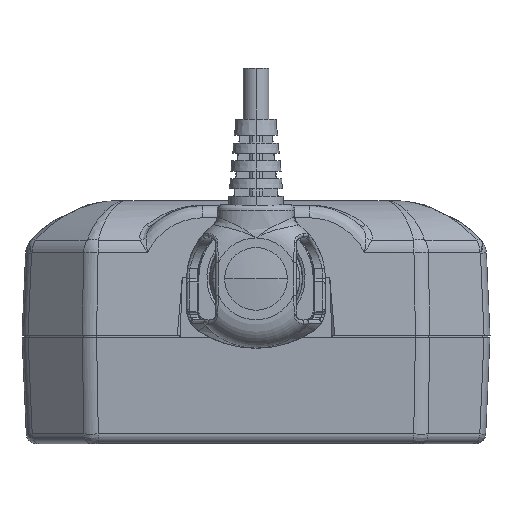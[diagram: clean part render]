
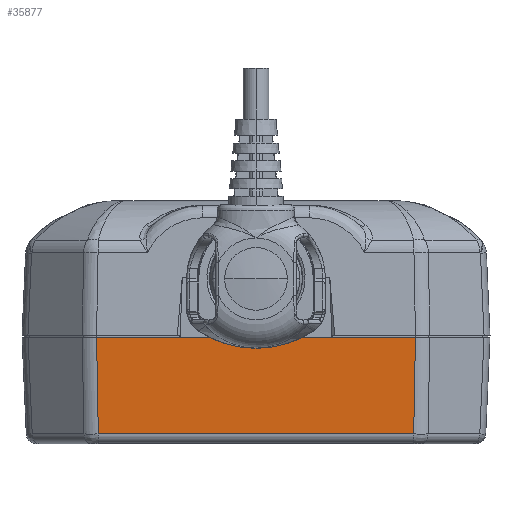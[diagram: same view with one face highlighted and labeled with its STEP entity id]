
A CAD part, front view. The second image highlights one B-rep face of the part: STEP entity #35877.
In plain terms, the highlighted planar face has unit normal (0, -0.999, -0.044).
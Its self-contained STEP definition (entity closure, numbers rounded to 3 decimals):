
#1681 = CARTESIAN_POINT ( 'NONE',  ( -21.043, -16.629, 5.673 ) ) ;
#1685 = PLANE ( 'NONE',  #25279 ) ;
#1687 = DIRECTION ( 'NONE',  ( 0., -0.999, -0.044 ) ) ;
#1688 = DIRECTION ( 'NONE',  ( 0., 0.044, -0.999 ) ) ;
#2243 = EDGE_CURVE ( 'NONE', #10866, #10908, #27440, .T. ) ;
#2250 = EDGE_CURVE ( 'NONE', #10908, #11324, #27453, .T. ) ;
#2255 = EDGE_CURVE ( 'NONE', #11346, #10866, #27462, .T. ) ;
#6677 = CARTESIAN_POINT ( 'NONE',  ( -19.042, -15.796, -13.414 ) ) ;
#6724 = CARTESIAN_POINT ( 'NONE',  ( 42.957, -15.796, -13.414 ) ) ;
#7082 = CARTESIAN_POINT ( 'NONE',  ( 43.298, -16.621, 5.473 ) ) ;
#7097 = CARTESIAN_POINT ( 'NONE',  ( -19.384, -16.621, 5.473 ) ) ;
#8785 = CARTESIAN_POINT ( 'NONE',  ( -21.043, -16.621, 5.473 ) ) ;
#8786 = DIRECTION ( 'NONE',  ( 1., 0., 0. ) ) ;
#10866 = VERTEX_POINT ( 'NONE', #6677 ) ;
#10908 = VERTEX_POINT ( 'NONE', #6724 ) ;
#11324 = VERTEX_POINT ( 'NONE', #7082 ) ;
#11346 = VERTEX_POINT ( 'NONE', #7097 ) ;
#12824 = EDGE_LOOP ( 'NONE', ( #26758, #27312, #27313, #27287 ) ) ;
#20361 = FACE_OUTER_BOUND ( 'NONE', #12824, .T. ) ;
#25279 = AXIS2_PLACEMENT_3D ( 'NONE', #1681, #1687, #1688 ) ;
#26758 = ORIENTED_EDGE ( 'NONE', *, *, #29629, .F. ) ;
#27287 = ORIENTED_EDGE ( 'NONE', *, *, #2250, .T. ) ;
#27312 = ORIENTED_EDGE ( 'NONE', *, *, #2255, .T. ) ;
#27313 = ORIENTED_EDGE ( 'NONE', *, *, #2243, .T. ) ;
#27440 = LINE ( 'NONE', #35330, #27446 ) ;
#27446 = VECTOR ( 'NONE', #35329, 1000. ) ;
#27453 = LINE ( 'NONE', #35262, #27455 ) ;
#27455 = VECTOR ( 'NONE', #35274, 1000. ) ;
#27462 = LINE ( 'NONE', #35288, #27465 ) ;
#27465 = VECTOR ( 'NONE', #35310, 1000. ) ;
#29629 = EDGE_CURVE ( 'NONE', #11346, #11324, #38748, .T. ) ;
#35262 = CARTESIAN_POINT ( 'NONE',  ( 43.281, -16.579, 4.512 ) ) ;
#35274 = DIRECTION ( 'NONE',  ( 0.018, -0.044, 0.999 ) ) ;
#35288 = CARTESIAN_POINT ( 'NONE',  ( -19.388, -16.631, 5.703 ) ) ;
#35310 = DIRECTION ( 'NONE',  ( 0.018, 0.044, -0.999 ) ) ;
#35329 = DIRECTION ( 'NONE',  ( 1., 0., 0. ) ) ;
#35330 = CARTESIAN_POINT ( 'NONE',  ( -21.043, -15.796, -13.414 ) ) ;
#35877 = ADVANCED_FACE ( 'NONE', ( #20361 ), #1685, .T. ) ;
#38748 = LINE ( 'NONE', #8785, #38749 ) ;
#38749 = VECTOR ( 'NONE', #8786, 1000. ) ;
